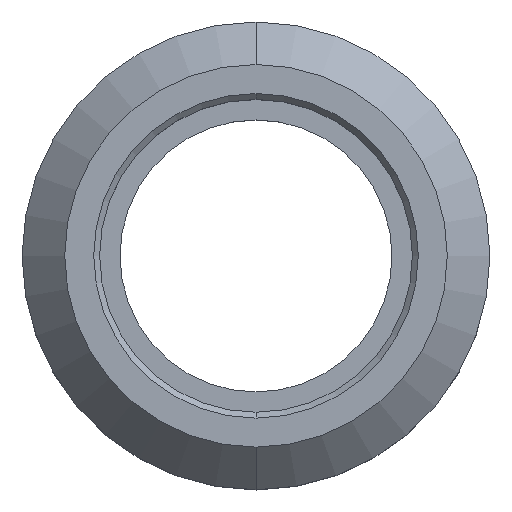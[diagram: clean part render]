
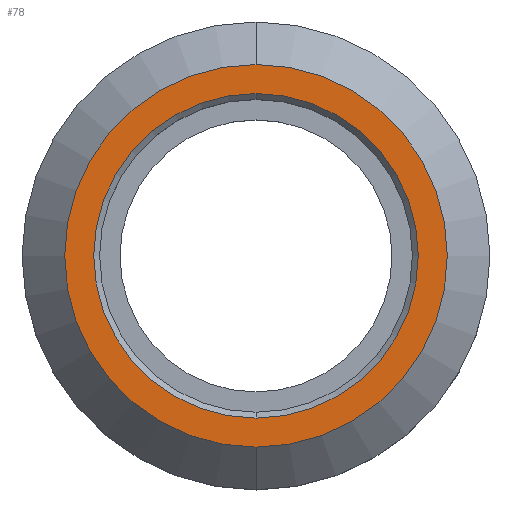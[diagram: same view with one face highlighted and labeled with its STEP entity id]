
A CAD part, top view. The second image highlights one B-rep face of the part: STEP entity #78.
In plain terms, the highlighted planar face has unit normal (0, 0, 1).
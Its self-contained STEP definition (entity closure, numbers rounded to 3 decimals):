
#67 = EDGE_CURVE ( 'NONE', #757, #590, #112, .T. ) ;
#74 = ORIENTED_EDGE ( 'NONE', *, *, #654, .T. ) ;
#78 = ADVANCED_FACE ( 'NONE', ( #282, #435 ), #215, .F. ) ;
#89 = ORIENTED_EDGE ( 'NONE', *, *, #67, .T. ) ;
#107 = DIRECTION ( 'NONE',  ( 0., 0., 1. ) ) ;
#112 = CIRCLE ( 'NONE', #223, 8.287 ) ;
#117 = CARTESIAN_POINT ( 'NONE',  ( 0., -8.287, 5.115 ) ) ;
#123 = EDGE_LOOP ( 'NONE', ( #510, #74 ) ) ;
#140 = AXIS2_PLACEMENT_3D ( 'NONE', #495, #107, #562 ) ;
#147 = EDGE_CURVE ( 'NONE', #590, #757, #544, .T. ) ;
#194 = EDGE_CURVE ( 'NONE', #199, #405, #695, .T. ) ;
#199 = VERTEX_POINT ( 'NONE', #677 ) ;
#215 = PLANE ( 'NONE',  #441 ) ;
#223 = AXIS2_PLACEMENT_3D ( 'NONE', #278, #724, #346 ) ;
#225 = DIRECTION ( 'NONE',  ( 0., 0., -1. ) ) ;
#278 = CARTESIAN_POINT ( 'NONE',  ( 0., 0., 5.115 ) ) ;
#282 = FACE_BOUND ( 'NONE', #693, .T. ) ;
#286 = DIRECTION ( 'NONE',  ( 0., 1., 0. ) ) ;
#346 = DIRECTION ( 'NONE',  ( 0., 1., 0. ) ) ;
#362 = CARTESIAN_POINT ( 'NONE',  ( 0., 0., 5.115 ) ) ;
#405 = VERTEX_POINT ( 'NONE', #417 ) ;
#417 = CARTESIAN_POINT ( 'NONE',  ( 0., -9.77, 5.115 ) ) ;
#425 = DIRECTION ( 'NONE',  ( 0., -1., 0. ) ) ;
#435 = FACE_OUTER_BOUND ( 'NONE', #123, .T. ) ;
#441 = AXIS2_PLACEMENT_3D ( 'NONE', #539, #790, #286 ) ;
#495 = CARTESIAN_POINT ( 'NONE',  ( 0., 0., 5.115 ) ) ;
#510 = ORIENTED_EDGE ( 'NONE', *, *, #194, .T. ) ;
#539 = CARTESIAN_POINT ( 'NONE',  ( 0., 9.77, 5.115 ) ) ;
#544 = CIRCLE ( 'NONE', #701, 8.287 ) ;
#562 = DIRECTION ( 'NONE',  ( 0., -1., 0. ) ) ;
#590 = VERTEX_POINT ( 'NONE', #117 ) ;
#605 = CARTESIAN_POINT ( 'NONE',  ( 0., 0., 5.115 ) ) ;
#628 = CARTESIAN_POINT ( 'NONE',  ( 0., 8.287, 5.115 ) ) ;
#654 = EDGE_CURVE ( 'NONE', #405, #199, #666, .T. ) ;
#666 = CIRCLE ( 'NONE', #140, 9.77 ) ;
#674 = DIRECTION ( 'NONE',  ( 0., 1., 0. ) ) ;
#677 = CARTESIAN_POINT ( 'NONE',  ( 0., 9.77, 5.115 ) ) ;
#693 = EDGE_LOOP ( 'NONE', ( #697, #89 ) ) ;
#695 = CIRCLE ( 'NONE', #826, 9.77 ) ;
#697 = ORIENTED_EDGE ( 'NONE', *, *, #147, .T. ) ;
#701 = AXIS2_PLACEMENT_3D ( 'NONE', #605, #225, #674 ) ;
#724 = DIRECTION ( 'NONE',  ( 0., 0., -1. ) ) ;
#757 = VERTEX_POINT ( 'NONE', #628 ) ;
#790 = DIRECTION ( 'NONE',  ( 0., 0., -1. ) ) ;
#810 = DIRECTION ( 'NONE',  ( 0., 0., 1. ) ) ;
#826 = AXIS2_PLACEMENT_3D ( 'NONE', #362, #810, #425 ) ;
